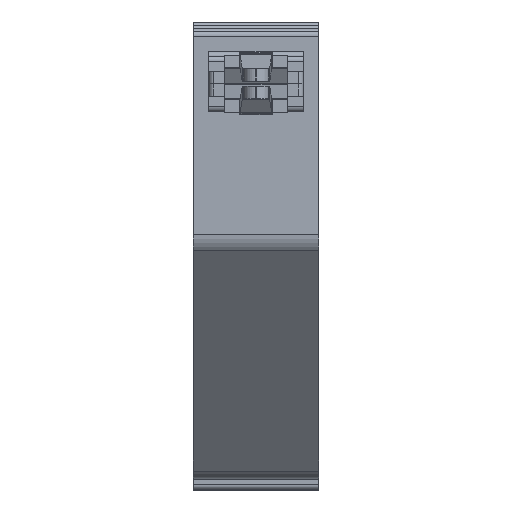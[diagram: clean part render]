
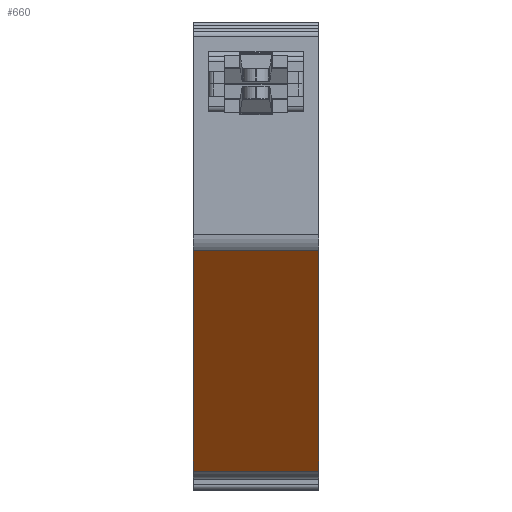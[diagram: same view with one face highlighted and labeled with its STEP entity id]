
A CAD part, front view. The second image highlights one B-rep face of the part: STEP entity #660.
In plain terms, the highlighted face is planar.
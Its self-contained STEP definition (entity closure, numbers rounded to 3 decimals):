
#660 = ADVANCED_FACE ( 'NONE', ( #4395 ), #2721, .F. ) ;
#898 = ORIENTED_EDGE ( 'NONE', *, *, #3842, .T. ) ;
#1019 = LINE ( 'NONE', #6274, #1118 ) ;
#1066 = VERTEX_POINT ( 'NONE', #3251 ) ;
#1118 = VECTOR ( 'NONE', #6828, 1000. ) ;
#1213 = DIRECTION ( 'NONE',  ( 1., 0., 0. ) ) ;
#1670 = CARTESIAN_POINT ( 'NONE',  ( -2.503, -7.264, 34.959 ) ) ;
#1769 = CARTESIAN_POINT ( 'NONE',  ( 2.497, -25.619, 50.36 ) ) ;
#1978 = ORIENTED_EDGE ( 'NONE', *, *, #6745, .F. ) ;
#2013 = LINE ( 'NONE', #5974, #2572 ) ;
#2312 = LINE ( 'NONE', #1670, #4155 ) ;
#2367 = CARTESIAN_POINT ( 'NONE',  ( -2.503, -16.045, 42.327 ) ) ;
#2572 = VECTOR ( 'NONE', #4347, 1000. ) ;
#2648 = EDGE_LOOP ( 'NONE', ( #5389, #1978, #6624, #898 ) ) ;
#2721 = PLANE ( 'NONE',  #6267 ) ;
#2908 = LINE ( 'NONE', #1769, #5242 ) ;
#3014 = VERTEX_POINT ( 'NONE', #2367 ) ;
#3251 = CARTESIAN_POINT ( 'NONE',  ( 2.497, -16.045, 42.327 ) ) ;
#3842 = EDGE_CURVE ( 'NONE', #6982, #5311, #2312, .T. ) ;
#4155 = VECTOR ( 'NONE', #1213, 1000. ) ;
#4255 = EDGE_CURVE ( 'NONE', #5311, #1066, #2908, .T. ) ;
#4347 = DIRECTION ( 'NONE',  ( 1., 0., 0. ) ) ;
#4348 = CARTESIAN_POINT ( 'NONE',  ( 2.497, -7.264, 34.959 ) ) ;
#4395 = FACE_OUTER_BOUND ( 'NONE', #2648, .T. ) ;
#4791 = DIRECTION ( 'NONE',  ( 0., 0.643, 0.766 ) ) ;
#5040 = CARTESIAN_POINT ( 'NONE',  ( -2.503, -25.619, 50.36 ) ) ;
#5103 = CARTESIAN_POINT ( 'NONE',  ( -2.503, -7.264, 34.959 ) ) ;
#5242 = VECTOR ( 'NONE', #6827, 1000. ) ;
#5311 = VERTEX_POINT ( 'NONE', #4348 ) ;
#5389 = ORIENTED_EDGE ( 'NONE', *, *, #4255, .T. ) ;
#5974 = CARTESIAN_POINT ( 'NONE',  ( -2.503, -16.045, 42.327 ) ) ;
#6267 = AXIS2_PLACEMENT_3D ( 'NONE', #5040, #4791, #6725 ) ;
#6274 = CARTESIAN_POINT ( 'NONE',  ( -2.503, -25.619, 50.36 ) ) ;
#6624 = ORIENTED_EDGE ( 'NONE', *, *, #6886, .F. ) ;
#6725 = DIRECTION ( 'NONE',  ( 0., 0.766, -0.643 ) ) ;
#6745 = EDGE_CURVE ( 'NONE', #3014, #1066, #2013, .T. ) ;
#6827 = DIRECTION ( 'NONE',  ( 0., -0.766, 0.643 ) ) ;
#6828 = DIRECTION ( 'NONE',  ( 0., -0.766, 0.643 ) ) ;
#6886 = EDGE_CURVE ( 'NONE', #6982, #3014, #1019, .T. ) ;
#6982 = VERTEX_POINT ( 'NONE', #5103 ) ;
